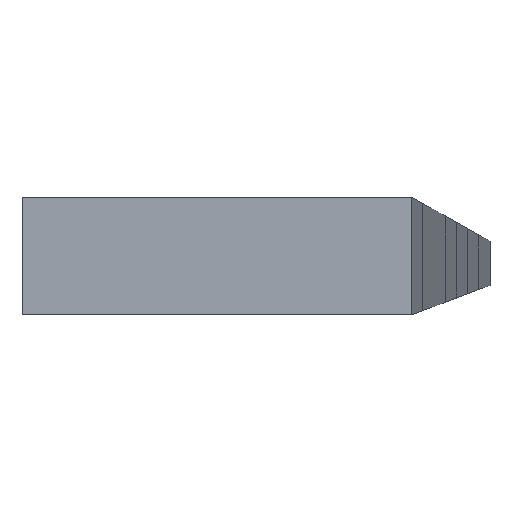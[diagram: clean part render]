
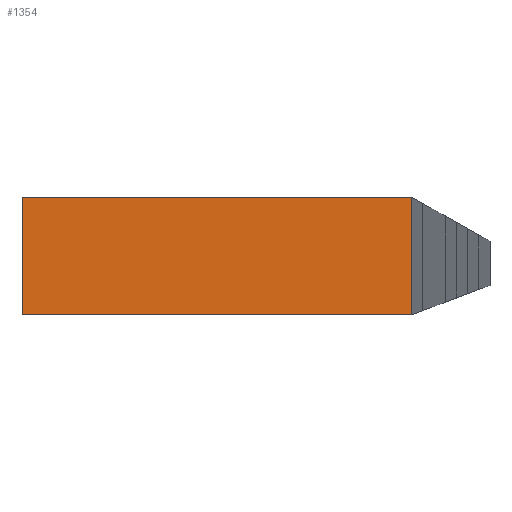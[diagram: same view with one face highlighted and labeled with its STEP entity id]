
A CAD part, top view. The second image highlights one B-rep face of the part: STEP entity #1354.
In plain terms, the highlighted planar face has unit normal (0, 0, -1).
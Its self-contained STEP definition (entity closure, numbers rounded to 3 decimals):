
#471=ORIENTED_EDGE('',*,*,#631,.T.);
#472=ORIENTED_EDGE('',*,*,#632,.T.);
#473=ORIENTED_EDGE('',*,*,#633,.T.);
#474=ORIENTED_EDGE('',*,*,#634,.T.);
#631=EDGE_CURVE('',#791,#792,#979,.T.);
#632=EDGE_CURVE('',#792,#793,#980,.T.);
#633=EDGE_CURVE('',#793,#794,#981,.T.);
#634=EDGE_CURVE('',#794,#791,#982,.T.);
#791=VERTEX_POINT('',#3214);
#792=VERTEX_POINT('',#3215);
#793=VERTEX_POINT('',#3217);
#794=VERTEX_POINT('',#3219);
#979=LINE('',#3213,#1167);
#980=LINE('',#3216,#1168);
#981=LINE('',#3218,#1169);
#982=LINE('',#3220,#1170);
#1167=VECTOR('',#2761,1000.);
#1168=VECTOR('',#2762,1000.);
#1169=VECTOR('',#2763,1000.);
#1170=VECTOR('',#2764,1000.);
#1210=EDGE_LOOP('',(#471,#472,#473,#474));
#1250=FACE_BOUND('',#1210,.T.);
#1290=PLANE('',#2360);
#1354=ADVANCED_FACE('',(#1250),#1290,.T.);
#2360=AXIS2_PLACEMENT_3D('',#3212,#2759,#2760);
#2759=DIRECTION('',(0.,0.,-1.));
#2760=DIRECTION('',(1.,0.,0.));
#2761=DIRECTION('',(1.,0.,0.));
#2762=DIRECTION('',(0.,-1.,0.));
#2763=DIRECTION('',(-1.,0.,0.));
#2764=DIRECTION('',(0.,1.,0.));
#3212=CARTESIAN_POINT('',(690.,207.091,0.));
#3213=CARTESIAN_POINT('',(1265.,207.091,0.));
#3214=CARTESIAN_POINT('',(690.,207.091,0.));
#3215=CARTESIAN_POINT('',(1840.,207.091,0.));
#3216=CARTESIAN_POINT('',(1840.,32.919,0.));
#3217=CARTESIAN_POINT('',(1840.,-141.254,0.));
#3218=CARTESIAN_POINT('',(1265.,-141.254,0.));
#3219=CARTESIAN_POINT('',(690.,-141.254,0.));
#3220=CARTESIAN_POINT('',(690.,32.919,0.));
